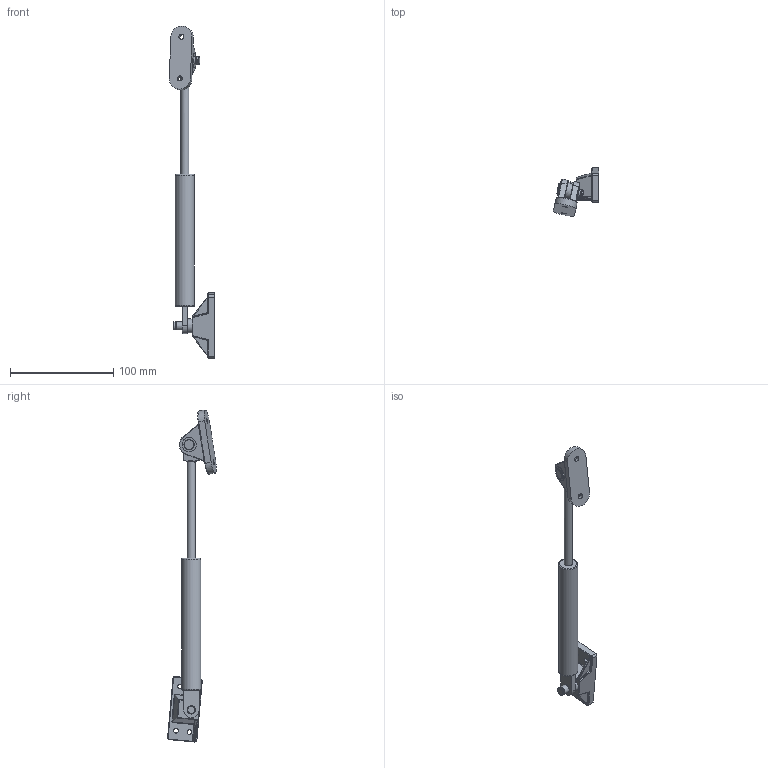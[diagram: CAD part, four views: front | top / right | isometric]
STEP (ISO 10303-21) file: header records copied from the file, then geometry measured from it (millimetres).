
FILE_DESCRIPTION(/* description */ (''),/* implementation_level */ '2;1');
FILE_NAME(/* name */ '700012.stp',/* time_stamp */ '2013-12-08T11:48:44+01:00',/* author */ ('PC'),/* organization */ (''),/* preprocessor_version */ 'ST-DEVELOPER v15.2',/* originating_system */ 'Autodesk Inventor 2014',/* authorisation */ '');
FILE_SCHEMA (('AUTOMOTIVE_DESIGN { 1 0 10303 214 3 1 1 }'));
Length unit declared in the file: millimetre
Products named in the file (5): 700012-2; 700012-1; 700100; 700101; 700012
Bounding box: 44.02 x 47.33 x 322.13 mm (x, y, z)
Volume: 67781.7 mm3; surface area: 34263.5 mm2
Topology: 6 solids, 6 shells, 314 faces, 787 edges, 485 vertices
Faces by surface type: plane 129, cylinder 117, bspline 30, torus 21, cone 9, sphere 8
Full cylindrical faces by diameter (mm): 4.5 x4, 5 x2, 6.8 x2, 8 x14, 8.3 x1, 10 x5, 13.5 x1, 14 x2, 18.7 x1
Entity records: 10171 total; most frequent: CARTESIAN_POINT 2452, DIRECTION 1588, ORIENTED_EDGE 1444, EDGE_CURVE 722, AXIS2_PLACEMENT_3D 620, VERTEX_POINT 472, EDGE_LOOP 392, LINE 348
